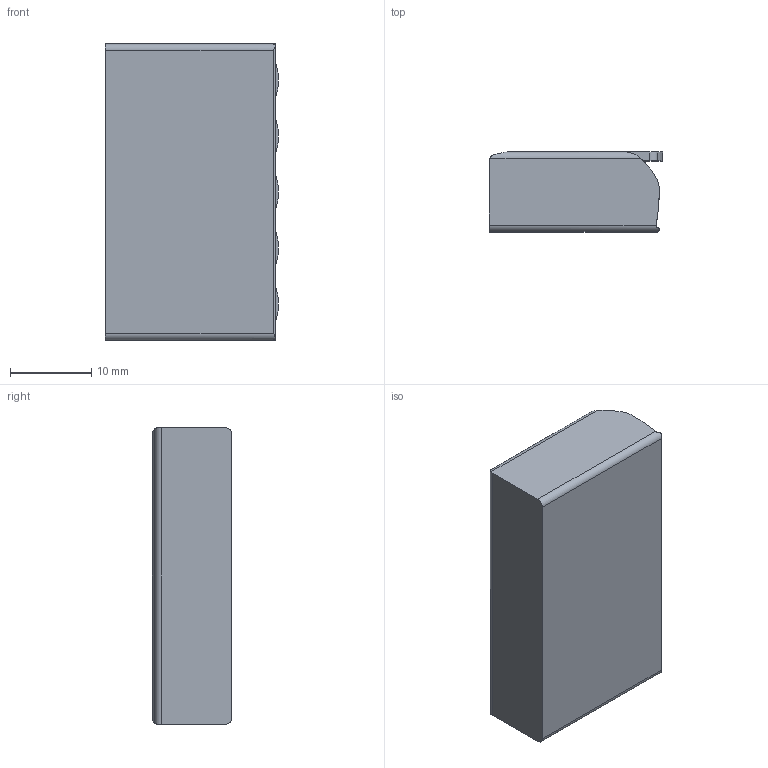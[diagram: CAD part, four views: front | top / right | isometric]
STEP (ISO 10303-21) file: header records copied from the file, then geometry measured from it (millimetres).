
FILE_DESCRIPTION(/* description */ ('Alibre Inc.'),/* implementation_level */ '2;1');
FILE_NAME(/* name */ 'export-1049492F-711B-4E24-B047-3865C4BCBE6D',/* time_stamp */ '2023-08-24T15:54:49+02:00',/* author */ (''),/* organization */ (''),/* preprocessor_version */ 'ST-DEVELOPER v17',/* originating_system */ 'Alibre',/* authorisation */ '');
FILE_SCHEMA (('AUTOMOTIVE_DESIGN'));
Length unit declared in the file: millimetre
Products named in the file (1): 221-615
Bounding box: 21.3 x 9.8 x 36.5 mm (x, y, z)
Volume: 6849.8 mm3; surface area: 3549.1 mm2
Topology: 1 solids, 1 shells, 257 faces, 765 edges, 510 vertices
Faces by surface type: plane 150, cylinder 107
Entity records: 8815 total; most frequent: CARTESIAN_POINT 1766, ORIENTED_EDGE 1530, DIRECTION 1233, EDGE_CURVE 765, VERTEX_POINT 510, VECTOR 489, LINE 489, AXIS2_PLACEMENT_3D 447
